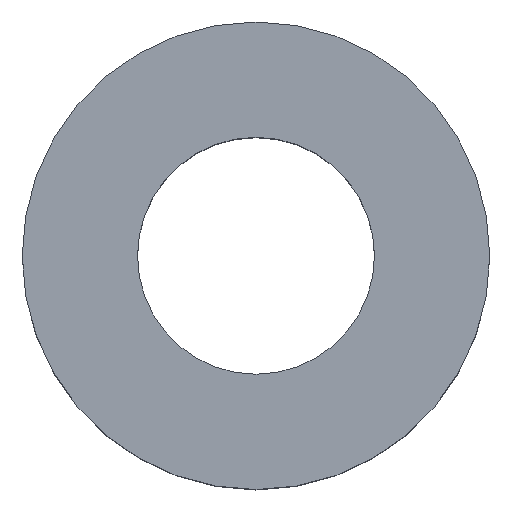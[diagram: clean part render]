
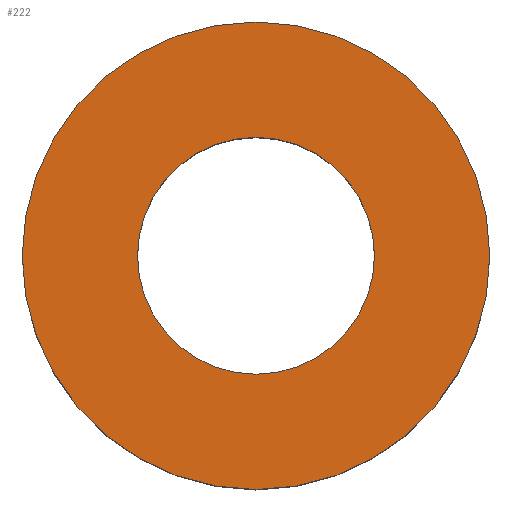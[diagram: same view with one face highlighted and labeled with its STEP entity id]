
A CAD part, top view. The second image highlights one B-rep face of the part: STEP entity #222.
In plain terms, the highlighted planar face has unit normal (0, 0, 1).
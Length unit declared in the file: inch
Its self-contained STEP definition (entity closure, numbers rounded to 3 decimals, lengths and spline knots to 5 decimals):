
#2 = AXIS2_PLACEMENT_3D ( 'NONE', #65, #64, #63 ) ;
#7 = AXIS2_PLACEMENT_3D ( 'NONE', #52, #45, #44 ) ;
#18 = FACE_BOUND ( 'NONE', #130, .T. ) ;
#20 = FACE_OUTER_BOUND ( 'NONE', #127, .T. ) ;
#24 = AXIS2_PLACEMENT_3D ( 'NONE', #189, #188, #187 ) ;
#41 = DIRECTION ( 'NONE',  ( 1., 0., 0. ) ) ;
#42 = DIRECTION ( 'NONE',  ( 0., 0., 1. ) ) ;
#43 = CARTESIAN_POINT ( 'NONE',  ( 0., 0., 0.75 ) ) ;
#44 = DIRECTION ( 'NONE',  ( 1., 0., 0. ) ) ;
#45 = DIRECTION ( 'NONE',  ( 0., 0., 1. ) ) ;
#52 = CARTESIAN_POINT ( 'NONE',  ( 0., 0., 0.75 ) ) ;
#63 = DIRECTION ( 'NONE',  ( 1., 0., 0. ) ) ;
#64 = DIRECTION ( 'NONE',  ( 0., 0., 1. ) ) ;
#65 = CARTESIAN_POINT ( 'NONE',  ( 0., 0., 0.75 ) ) ;
#69 = DIRECTION ( 'NONE',  ( 1., 0., 0. ) ) ;
#70 = DIRECTION ( 'NONE',  ( 0., 0., 1. ) ) ;
#71 = CARTESIAN_POINT ( 'NONE',  ( 0., 0., 0.75 ) ) ;
#86 = CARTESIAN_POINT ( 'NONE',  ( -0.38, 0., 0.75 ) ) ;
#87 = CARTESIAN_POINT ( 'NONE',  ( 0.38, 0., 0.75 ) ) ;
#88 = CARTESIAN_POINT ( 'NONE',  ( -0.75, 0., 0.75 ) ) ;
#90 = CARTESIAN_POINT ( 'NONE',  ( 0.75, 0., 0.75 ) ) ;
#93 = ORIENTED_EDGE ( 'NONE', *, *, #204, .F. ) ;
#94 = ORIENTED_EDGE ( 'NONE', *, *, #197, .T. ) ;
#96 = ORIENTED_EDGE ( 'NONE', *, *, #195, .F. ) ;
#97 = ORIENTED_EDGE ( 'NONE', *, *, #203, .T. ) ;
#118 = VERTEX_POINT ( 'NONE', #90 ) ;
#120 = VERTEX_POINT ( 'NONE', #88 ) ;
#121 = VERTEX_POINT ( 'NONE', #87 ) ;
#122 = VERTEX_POINT ( 'NONE', #86 ) ;
#127 = EDGE_LOOP ( 'NONE', ( #97, #94 ) ) ;
#130 = EDGE_LOOP ( 'NONE', ( #96, #93 ) ) ;
#146 = AXIS2_PLACEMENT_3D ( 'NONE', #43, #42, #41 ) ;
#147 = AXIS2_PLACEMENT_3D ( 'NONE', #71, #70, #69 ) ;
#187 = DIRECTION ( 'NONE',  ( 1., 0., 0. ) ) ;
#188 = DIRECTION ( 'NONE',  ( 0., 0., 1. ) ) ;
#189 = CARTESIAN_POINT ( 'NONE',  ( 0., 0., 0.75 ) ) ;
#190 = PLANE ( 'NONE',  #24 ) ;
#195 = EDGE_CURVE ( 'NONE', #122, #121, #217, .T. ) ;
#197 = EDGE_CURVE ( 'NONE', #118, #120, #210, .T. ) ;
#203 = EDGE_CURVE ( 'NONE', #120, #118, #214, .T. ) ;
#204 = EDGE_CURVE ( 'NONE', #121, #122, #215, .T. ) ;
#210 = CIRCLE ( 'NONE', #2, 0.75 ) ;
#214 = CIRCLE ( 'NONE', #7, 0.75 ) ;
#215 = CIRCLE ( 'NONE', #146, 0.38 ) ;
#217 = CIRCLE ( 'NONE', #147, 0.38 ) ;
#222 = ADVANCED_FACE ( 'NONE', ( #20, #18 ), #190, .T. ) ;
